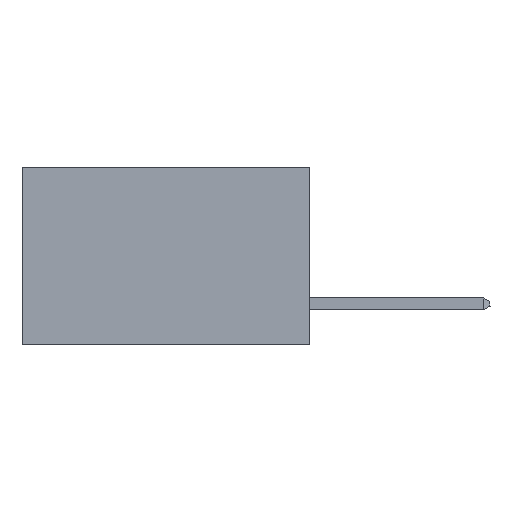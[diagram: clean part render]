
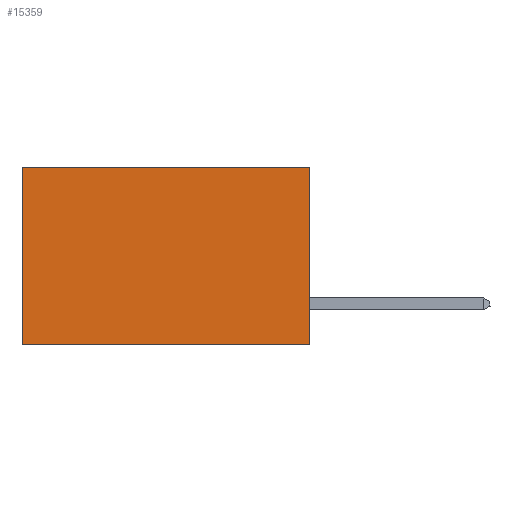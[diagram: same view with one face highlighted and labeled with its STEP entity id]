
A CAD part, left-side view. The second image highlights one B-rep face of the part: STEP entity #15359.
In plain terms, the highlighted planar face has unit normal (-1, 0, 0).
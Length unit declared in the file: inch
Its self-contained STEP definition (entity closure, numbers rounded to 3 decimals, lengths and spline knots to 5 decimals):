
#458 = EDGE_CURVE ( 'NONE', #1258, #7462, #1220, .T. ) ;
#703 = CARTESIAN_POINT ( 'NONE',  ( 0.2875, 0., 0. ) ) ;
#1119 = EDGE_CURVE ( 'NONE', #14349, #7462, #18790, .T. ) ;
#1220 = LINE ( 'NONE', #17255, #17767 ) ;
#1258 = VERTEX_POINT ( 'NONE', #5111 ) ;
#1343 = VERTEX_POINT ( 'NONE', #10327 ) ;
#1934 = VECTOR ( 'NONE', #2425, 39.37008 ) ;
#2280 = CARTESIAN_POINT ( 'NONE',  ( 0.2875, 0., 0. ) ) ;
#2425 = DIRECTION ( 'NONE',  ( 0., 1., 0. ) ) ;
#2601 = CARTESIAN_POINT ( 'NONE',  ( 0.2875, 0., -0.37 ) ) ;
#3660 = DIRECTION ( 'NONE',  ( 0., 0., -1. ) ) ;
#4259 = EDGE_CURVE ( 'NONE', #1343, #14349, #14869, .T. ) ;
#5111 = CARTESIAN_POINT ( 'NONE',  ( 0.2875, 0.6, 0. ) ) ;
#5777 = DIRECTION ( 'NONE',  ( 1., 0., 0. ) ) ;
#5994 = VECTOR ( 'NONE', #14538, 39.37008 ) ;
#6790 = AXIS2_PLACEMENT_3D ( 'NONE', #2280, #5777, #17712 ) ;
#7157 = EDGE_CURVE ( 'NONE', #1343, #1258, #13170, .T. ) ;
#7462 = VERTEX_POINT ( 'NONE', #11886 ) ;
#7604 = CARTESIAN_POINT ( 'NONE',  ( 0.2875, 0., -0.37 ) ) ;
#9058 = PLANE ( 'NONE',  #6790 ) ;
#10171 = ORIENTED_EDGE ( 'NONE', *, *, #458, .T. ) ;
#10327 = CARTESIAN_POINT ( 'NONE',  ( 0.2875, 0., 0. ) ) ;
#11609 = EDGE_LOOP ( 'NONE', ( #10171, #17252, #13878, #16320 ) ) ;
#11886 = CARTESIAN_POINT ( 'NONE',  ( 0.2875, 0.6, -0.37 ) ) ;
#13007 = VECTOR ( 'NONE', #16503, 39.37008 ) ;
#13170 = LINE ( 'NONE', #703, #1934 ) ;
#13878 = ORIENTED_EDGE ( 'NONE', *, *, #4259, .F. ) ;
#14349 = VERTEX_POINT ( 'NONE', #7604 ) ;
#14538 = DIRECTION ( 'NONE',  ( 0., 1., 0. ) ) ;
#14869 = LINE ( 'NONE', #21677, #13007 ) ;
#15359 = ADVANCED_FACE ( 'NONE', ( #15938 ), #9058, .F. ) ;
#15938 = FACE_OUTER_BOUND ( 'NONE', #11609, .T. ) ;
#16320 = ORIENTED_EDGE ( 'NONE', *, *, #7157, .T. ) ;
#16503 = DIRECTION ( 'NONE',  ( 0., 0., -1. ) ) ;
#17252 = ORIENTED_EDGE ( 'NONE', *, *, #1119, .F. ) ;
#17255 = CARTESIAN_POINT ( 'NONE',  ( 0.2875, 0.6, 0. ) ) ;
#17712 = DIRECTION ( 'NONE',  ( 0., 0., -1. ) ) ;
#17767 = VECTOR ( 'NONE', #3660, 39.37008 ) ;
#18790 = LINE ( 'NONE', #2601, #5994 ) ;
#21677 = CARTESIAN_POINT ( 'NONE',  ( 0.2875, 0., 0. ) ) ;
